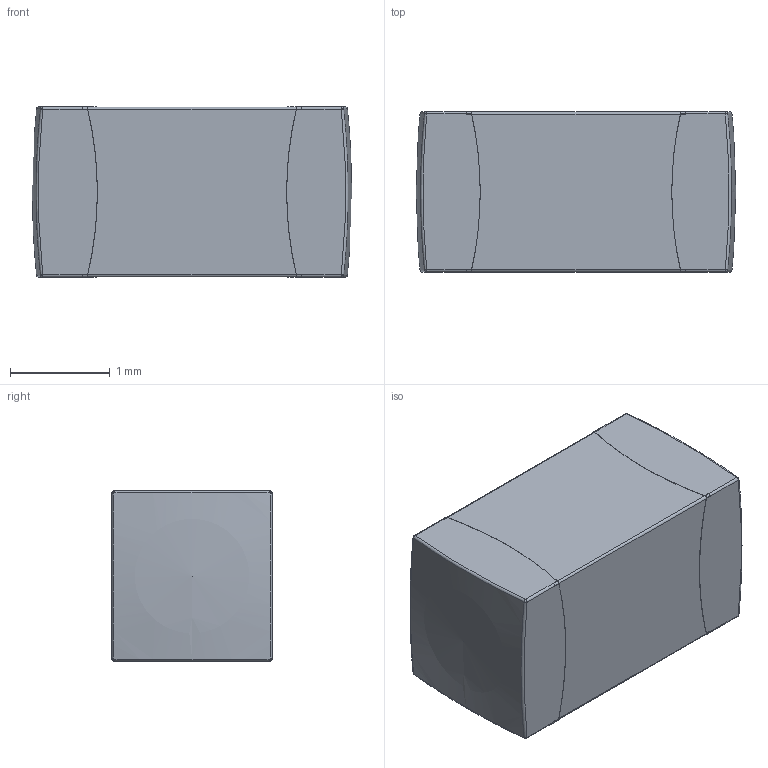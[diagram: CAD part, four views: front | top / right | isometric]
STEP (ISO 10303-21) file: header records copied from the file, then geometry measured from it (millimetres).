
FILE_DESCRIPTION(/* description */ ('Unknown'),/* implementation_level */ '2;1');
FILE_NAME(/* name */ 'BF_1206_part',/* time_stamp */ '2021-09-28T09:52:49+02:00',/* author */ ('Unknown'),/* organization */ ('Unknown'),/* preprocessor_version */ 'ST-DEVELOPER v16.7',/* originating_system */ 'Solid Edge',/* authorisation */ 'Unknown');
FILE_SCHEMA (('AUTOMOTIVE_DESIGN {1 0 10303 214 3 1 1}'));
Length unit declared in the file: millimetre
Products named in the file (1): BF_1206
Bounding box: 3.2 x 1.6 x 1.71 mm (x, y, z)
Volume: 8.6 mm3; surface area: 25.7 mm2
Topology: 1 solids, 1 shells, 68 faces, 186 edges, 110 vertices
Faces by surface type: plane 28, cylinder 20, sphere 12, torus 8
Entity records: 2552 total; most frequent: CARTESIAN_POINT 461, DIRECTION 338, ORIENTED_EDGE 336, EDGE_CURVE 168, AXIS2_PLACEMENT_3D 141, VERTEX_POINT 104, CIRCLE 72, EDGE_LOOP 70
